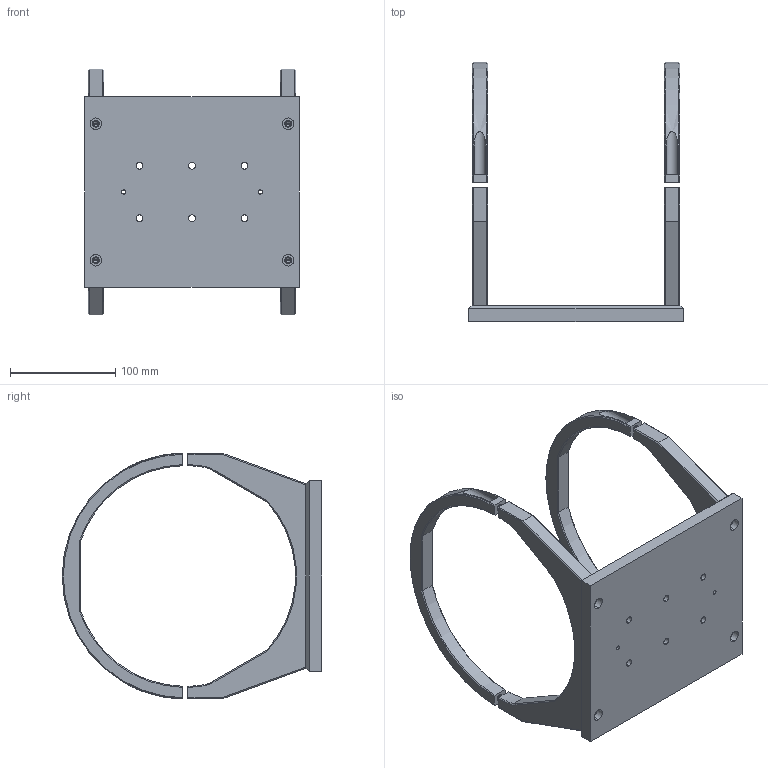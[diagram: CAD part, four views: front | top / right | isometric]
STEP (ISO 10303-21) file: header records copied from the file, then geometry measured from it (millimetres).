
FILE_DESCRIPTION (( 'STEP AP214' ), '1' );
FILE_NAME ('CMHOXX144.STEP', '2012-10-08T07:28:14', ( '--' ), ( '' ), 'SwSTEP 2.0', 'SolidWorks 2012', '' );
FILE_SCHEMA (( 'AUTOMOTIVE_DESIGN' ));
Length unit declared in the file: millimetre
Products named in the file (1): CMHOXX144
Bounding box: 204 x 247 x 234 mm (x, y, z)
Volume: 887076.8 mm3; surface area: 181862.3 mm2
Topology: 5 solids, 5 shells, 222 faces, 536 edges, 332 vertices
Faces by surface type: plane 94, cylinder 88, cone 40
Entity records: 9152 total; most frequent: CARTESIAN_POINT 1399, DIRECTION 1118, ORIENTED_EDGE 1040, EDGE_CURVE 520, AXIS2_PLACEMENT_3D 427, VERTEX_POINT 332, EDGE_LOOP 278, VECTOR 264
